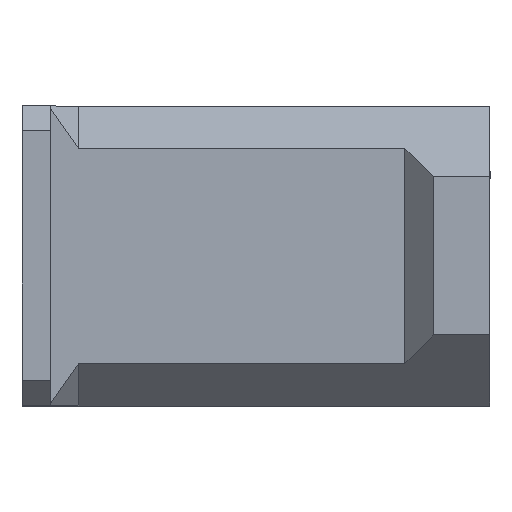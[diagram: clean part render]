
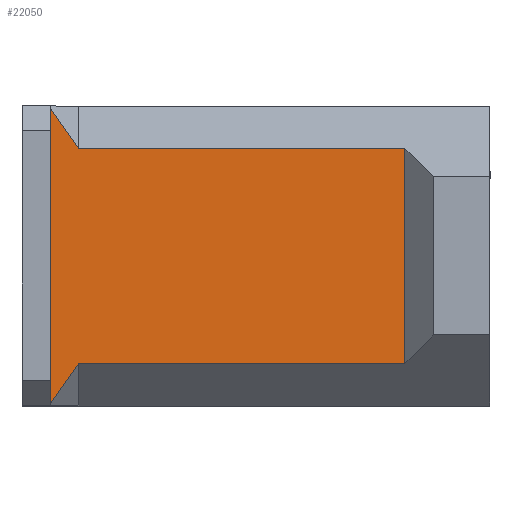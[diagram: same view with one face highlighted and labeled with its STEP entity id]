
A CAD part, top view. The second image highlights one B-rep face of the part: STEP entity #22050.
In plain terms, the highlighted planar face has unit normal (0, 0, 1).
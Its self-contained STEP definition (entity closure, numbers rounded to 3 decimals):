
#17 = EDGE_CURVE ( 'NONE', #21299, #1028, #9176, .T. ) ;
#1028 = VERTEX_POINT ( 'NONE', #6123 ) ;
#1777 = CARTESIAN_POINT ( 'NONE',  ( 54., 0., 15.95 ) ) ;
#5062 = CARTESIAN_POINT ( 'NONE',  ( 54., -15.2, 15.95 ) ) ;
#6123 = CARTESIAN_POINT ( 'NONE',  ( 4., -20.857, 15.95 ) ) ;
#6282 = DIRECTION ( 'NONE',  ( 0., 0., -1. ) ) ;
#6425 = PLANE ( 'NONE',  #16565 ) ;
#6462 = EDGE_LOOP ( 'NONE', ( #18659, #21306, #25861, #18908, #23600, #16657 ) ) ;
#6522 = EDGE_CURVE ( 'NONE', #1028, #20967, #13753, .T. ) ;
#6581 = VECTOR ( 'NONE', #22808, 1000. ) ;
#6875 = DIRECTION ( 'NONE',  ( 0., -1., 0. ) ) ;
#7240 = CARTESIAN_POINT ( 'NONE',  ( 54., 15.2, 15.95 ) ) ;
#7692 = CARTESIAN_POINT ( 'NONE',  ( 30.499, -16.618, 15.95 ) ) ;
#8192 = EDGE_CURVE ( 'NONE', #25968, #20663, #20038, .T. ) ;
#9176 = LINE ( 'NONE', #27897, #17741 ) ;
#9602 = CARTESIAN_POINT ( 'NONE',  ( 30.499, 16.618, 15.95 ) ) ;
#11623 = CARTESIAN_POINT ( 'NONE',  ( 54., 0., 15.95 ) ) ;
#11936 = EDGE_CURVE ( 'NONE', #25968, #12561, #27255, .T. ) ;
#12561 = VERTEX_POINT ( 'NONE', #5062 ) ;
#12861 = DIRECTION ( 'NONE',  ( -1., 0., 0. ) ) ;
#13753 = LINE ( 'NONE', #9602, #22803 ) ;
#13880 = VECTOR ( 'NONE', #12861, 1000. ) ;
#14292 = LINE ( 'NONE', #7692, #29816 ) ;
#14482 = CARTESIAN_POINT ( 'NONE',  ( 4., 20.857, 15.95 ) ) ;
#14847 = LINE ( 'NONE', #24525, #13880 ) ;
#16565 = AXIS2_PLACEMENT_3D ( 'NONE', #11623, #6282, #30191 ) ;
#16657 = ORIENTED_EDGE ( 'NONE', *, *, #20377, .T. ) ;
#17741 = VECTOR ( 'NONE', #6875, 1000. ) ;
#18659 = ORIENTED_EDGE ( 'NONE', *, *, #17, .T. ) ;
#18908 = ORIENTED_EDGE ( 'NONE', *, *, #11936, .F. ) ;
#20038 = LINE ( 'NONE', #24783, #29534 ) ;
#20335 = DIRECTION ( 'NONE',  ( -1., 0., 0. ) ) ;
#20377 = EDGE_CURVE ( 'NONE', #20663, #21299, #14292, .T. ) ;
#20663 = VERTEX_POINT ( 'NONE', #29776 ) ;
#20967 = VERTEX_POINT ( 'NONE', #27883 ) ;
#21299 = VERTEX_POINT ( 'NONE', #14482 ) ;
#21306 = ORIENTED_EDGE ( 'NONE', *, *, #6522, .T. ) ;
#22050 = ADVANCED_FACE ( 'NONE', ( #25583 ), #6425, .F. ) ;
#22803 = VECTOR ( 'NONE', #28323, 1000. ) ;
#22808 = DIRECTION ( 'NONE',  ( 0., -1., 0. ) ) ;
#23600 = ORIENTED_EDGE ( 'NONE', *, *, #8192, .T. ) ;
#24525 = CARTESIAN_POINT ( 'NONE',  ( 54., -15.2, 15.95 ) ) ;
#24783 = CARTESIAN_POINT ( 'NONE',  ( 54., 15.2, 15.95 ) ) ;
#25583 = FACE_OUTER_BOUND ( 'NONE', #6462, .T. ) ;
#25861 = ORIENTED_EDGE ( 'NONE', *, *, #28435, .F. ) ;
#25968 = VERTEX_POINT ( 'NONE', #7240 ) ;
#26257 = DIRECTION ( 'NONE',  ( -0.577, 0.816, 0. ) ) ;
#27255 = LINE ( 'NONE', #1777, #6581 ) ;
#27883 = CARTESIAN_POINT ( 'NONE',  ( 8., -15.2, 15.95 ) ) ;
#27897 = CARTESIAN_POINT ( 'NONE',  ( 4., 0., 15.95 ) ) ;
#28323 = DIRECTION ( 'NONE',  ( 0.577, 0.816, 0. ) ) ;
#28435 = EDGE_CURVE ( 'NONE', #12561, #20967, #14847, .T. ) ;
#29534 = VECTOR ( 'NONE', #20335, 1000. ) ;
#29776 = CARTESIAN_POINT ( 'NONE',  ( 8., 15.2, 15.95 ) ) ;
#29816 = VECTOR ( 'NONE', #26257, 1000. ) ;
#30191 = DIRECTION ( 'NONE',  ( -1., 0., 0. ) ) ;
